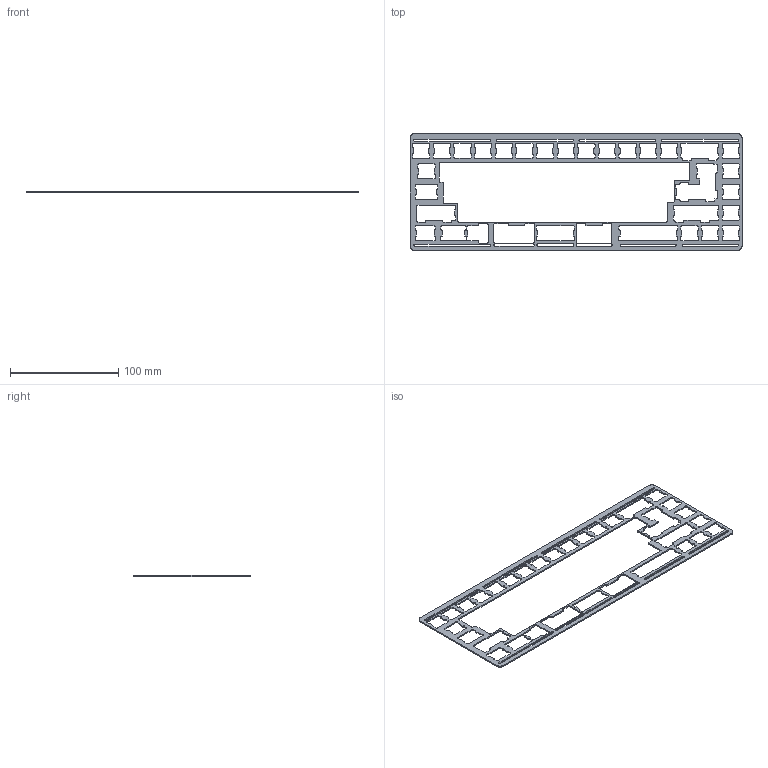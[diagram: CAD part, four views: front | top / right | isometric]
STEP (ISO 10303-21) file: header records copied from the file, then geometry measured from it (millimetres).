
FILE_DESCRIPTION(/* description */ (''),/* implementation_level */ '2;1');
FILE_NAME(/* name */ 'lego65 - half plate v3.step',/* time_stamp */ '2021-11-26T21:36:53+01:00',/* author */ (''),/* organization */ (''),/* preprocessor_version */ 'ST-DEVELOPER v18.1',/* originating_system */ 'Autodesk Translation Framework v10.10.0.1391',/* authorisation */ '');
FILE_SCHEMA (('AUTOMOTIVE_DESIGN { 1 0 10303 214 3 1 1 }'));
Length unit declared in the file: millimetre
Products named in the file (1): (Unsaved)
Bounding box: 306.5 x 108 x 1.2 mm (x, y, z)
Volume: 11595.1 mm3; surface area: 25371.8 mm2
Topology: 1 solids, 1 shells, 679 faces, 2031 edges, 1354 vertices
Faces by surface type: plane 359, bspline 284, cylinder 36
Entity records: 24357 total; most frequent: CARTESIAN_POINT 7757, ORIENTED_EDGE 4062, DIRECTION 2327, EDGE_CURVE 2031, LINE 1391, VECTOR 1391, VERTEX_POINT 1354, EDGE_LOOP 767
